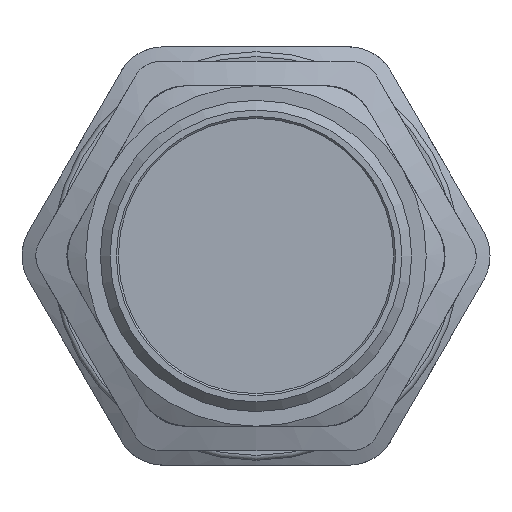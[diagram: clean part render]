
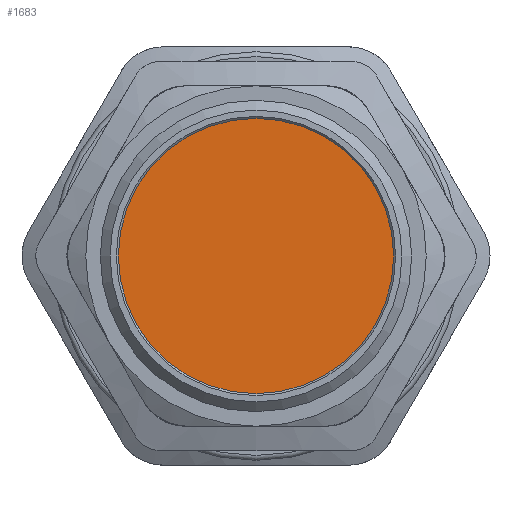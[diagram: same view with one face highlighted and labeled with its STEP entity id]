
A CAD part, front view. The second image highlights one B-rep face of the part: STEP entity #1683.
In plain terms, the highlighted planar face has unit normal (0, -1, 0).
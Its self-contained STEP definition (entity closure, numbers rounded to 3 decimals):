
#227=FACE_OUTER_BOUND('',#329,.T.);
#329=EDGE_LOOP('',(#1075));
#575=CIRCLE('',#1813,14.15);
#646=VERTEX_POINT('',#2836);
#814=EDGE_CURVE('',#646,#646,#575,.T.);
#1075=ORIENTED_EDGE('',*,*,#814,.F.);
#1546=PLANE('',#1812);
#1683=ADVANCED_FACE('',(#227),#1546,.F.);
#1812=AXIS2_PLACEMENT_3D('',#2835,#1982,#1983);
#1813=AXIS2_PLACEMENT_3D('',#2837,#1984,#1985);
#1982=DIRECTION('center_axis',(0.,1.,0.));
#1983=DIRECTION('ref_axis',(0.,0.,1.));
#1984=DIRECTION('center_axis',(0.,1.,0.));
#1985=DIRECTION('ref_axis',(1.,0.,0.));
#2835=CARTESIAN_POINT('Origin',(-2.657,-15.784,0.));
#2836=CARTESIAN_POINT('',(-16.807,-15.784,0.));
#2837=CARTESIAN_POINT('Origin',(-2.657,-15.784,0.));
